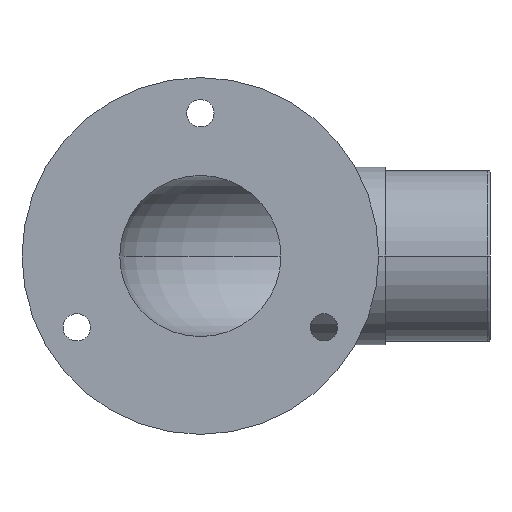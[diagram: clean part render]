
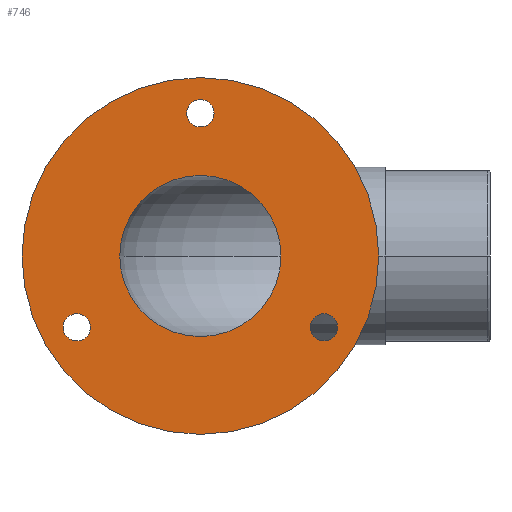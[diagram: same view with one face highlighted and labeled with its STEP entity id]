
A CAD part, front view. The second image highlights one B-rep face of the part: STEP entity #746.
In plain terms, the highlighted planar face has unit normal (0, -1, 0).
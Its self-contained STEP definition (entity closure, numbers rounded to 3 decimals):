
#4 = CIRCLE ( 'NONE', #850, 19.2 ) ;
#17 = ORIENTED_EDGE ( 'NONE', *, *, #385, .T. ) ;
#20 = DIRECTION ( 'NONE',  ( 0., 0., -1. ) ) ;
#29 = CARTESIAN_POINT ( 'NONE',  ( 0., 0., 34. ) ) ;
#44 = CARTESIAN_POINT ( 'NONE',  ( 29.445, 0., -17. ) ) ;
#71 = FACE_BOUND ( 'NONE', #1142, .T. ) ;
#73 = VERTEX_POINT ( 'NONE', #397 ) ;
#102 = DIRECTION ( 'NONE',  ( 0., -1., 0. ) ) ;
#147 = CIRCLE ( 'NONE', #467, 3.25 ) ;
#161 = CIRCLE ( 'NONE', #338, 3.25 ) ;
#163 = CIRCLE ( 'NONE', #559, 42.5 ) ;
#182 = EDGE_CURVE ( 'NONE', #1039, #73, #161, .T. ) ;
#183 = PLANE ( 'NONE',  #1170 ) ;
#185 = EDGE_LOOP ( 'NONE', ( #678, #17 ) ) ;
#195 = CARTESIAN_POINT ( 'NONE',  ( 0., 0., 30.75 ) ) ;
#216 = DIRECTION ( 'NONE',  ( 0., -1., 0. ) ) ;
#222 = EDGE_CURVE ( 'NONE', #585, #580, #858, .T. ) ;
#234 = EDGE_CURVE ( 'NONE', #597, #620, #994, .T. ) ;
#263 = AXIS2_PLACEMENT_3D ( 'NONE', #795, #530, #606 ) ;
#310 = CIRCLE ( 'NONE', #623, 42.5 ) ;
#313 = CARTESIAN_POINT ( 'NONE',  ( 0., 0., 37.25 ) ) ;
#314 = DIRECTION ( 'NONE',  ( 0., -1., 0. ) ) ;
#337 = DIRECTION ( 'NONE',  ( 0., -1., 0. ) ) ;
#338 = AXIS2_PLACEMENT_3D ( 'NONE', #44, #337, #1078 ) ;
#367 = CARTESIAN_POINT ( 'NONE',  ( 0., 0., 0. ) ) ;
#385 = EDGE_CURVE ( 'NONE', #767, #1100, #163, .T. ) ;
#397 = CARTESIAN_POINT ( 'NONE',  ( 26.63, 0., -15.375 ) ) ;
#413 = AXIS2_PLACEMENT_3D ( 'NONE', #701, #314, #688 ) ;
#415 = CARTESIAN_POINT ( 'NONE',  ( 29.445, 0., -17. ) ) ;
#419 = ORIENTED_EDGE ( 'NONE', *, *, #883, .F. ) ;
#421 = DIRECTION ( 'NONE',  ( 0., 0., -1. ) ) ;
#467 = AXIS2_PLACEMENT_3D ( 'NONE', #1176, #787, #1091 ) ;
#501 = AXIS2_PLACEMENT_3D ( 'NONE', #988, #892, #804 ) ;
#504 = ORIENTED_EDGE ( 'NONE', *, *, #523, .F. ) ;
#511 = CARTESIAN_POINT ( 'NONE',  ( 0., 0., 0. ) ) ;
#521 = CARTESIAN_POINT ( 'NONE',  ( 0., 0., -42.5 ) ) ;
#522 = CARTESIAN_POINT ( 'NONE',  ( -26.63, 0., -15.375 ) ) ;
#523 = EDGE_CURVE ( 'NONE', #580, #585, #4, .T. ) ;
#528 = DIRECTION ( 'NONE',  ( 0., -1., 0. ) ) ;
#530 = DIRECTION ( 'NONE',  ( 0., -1., 0. ) ) ;
#559 = AXIS2_PLACEMENT_3D ( 'NONE', #367, #742, #1123 ) ;
#561 = CARTESIAN_POINT ( 'NONE',  ( -19.2, 0., 0. ) ) ;
#579 = EDGE_CURVE ( 'NONE', #1100, #767, #310, .T. ) ;
#580 = VERTEX_POINT ( 'NONE', #1179 ) ;
#581 = DIRECTION ( 'NONE',  ( 0., 0., -1. ) ) ;
#585 = VERTEX_POINT ( 'NONE', #803 ) ;
#597 = VERTEX_POINT ( 'NONE', #810 ) ;
#606 = DIRECTION ( 'NONE',  ( 0., 0., -1. ) ) ;
#611 = EDGE_CURVE ( 'NONE', #620, #597, #147, .T. ) ;
#620 = VERTEX_POINT ( 'NONE', #522 ) ;
#621 = EDGE_CURVE ( 'NONE', #869, #1074, #1064, .T. ) ;
#623 = AXIS2_PLACEMENT_3D ( 'NONE', #511, #528, #421 ) ;
#639 = EDGE_CURVE ( 'NONE', #73, #1039, #1003, .T. ) ;
#678 = ORIENTED_EDGE ( 'NONE', *, *, #579, .T. ) ;
#688 = DIRECTION ( 'NONE',  ( 0., 0., -1. ) ) ;
#701 = CARTESIAN_POINT ( 'NONE',  ( 0., 0., 34. ) ) ;
#709 = EDGE_LOOP ( 'NONE', ( #1072, #504 ) ) ;
#710 = CARTESIAN_POINT ( 'NONE',  ( 32.259, 0., -18.625 ) ) ;
#742 = DIRECTION ( 'NONE',  ( 0., -1., 0. ) ) ;
#746 = ADVANCED_FACE ( 'NONE', ( #71, #815, #838, #1016, #1032 ), #183, .F. ) ;
#767 = VERTEX_POINT ( 'NONE', #941 ) ;
#787 = DIRECTION ( 'NONE',  ( 0., -1., 0. ) ) ;
#795 = CARTESIAN_POINT ( 'NONE',  ( 0., 0., 0. ) ) ;
#803 = CARTESIAN_POINT ( 'NONE',  ( 0., 0., -19.2 ) ) ;
#804 = DIRECTION ( 'NONE',  ( 0.866, 0., 0.5 ) ) ;
#805 = EDGE_LOOP ( 'NONE', ( #1146, #1155 ) ) ;
#810 = CARTESIAN_POINT ( 'NONE',  ( -32.259, 0., -18.625 ) ) ;
#815 = FACE_BOUND ( 'NONE', #805, .T. ) ;
#819 = DIRECTION ( 'NONE',  ( 0., 1., 0. ) ) ;
#838 = FACE_BOUND ( 'NONE', #986, .T. ) ;
#850 = AXIS2_PLACEMENT_3D ( 'NONE', #969, #102, #20 ) ;
#851 = ORIENTED_EDGE ( 'NONE', *, *, #611, .F. ) ;
#858 = CIRCLE ( 'NONE', #263, 19.2 ) ;
#869 = VERTEX_POINT ( 'NONE', #195 ) ;
#875 = CIRCLE ( 'NONE', #1033, 3.25 ) ;
#876 = ORIENTED_EDGE ( 'NONE', *, *, #234, .F. ) ;
#883 = EDGE_CURVE ( 'NONE', #1074, #869, #875, .T. ) ;
#892 = DIRECTION ( 'NONE',  ( 0., -1., 0. ) ) ;
#898 = DIRECTION ( 'NONE',  ( 0., -1., 0. ) ) ;
#941 = CARTESIAN_POINT ( 'NONE',  ( 0., 0., 42.5 ) ) ;
#951 = ORIENTED_EDGE ( 'NONE', *, *, #621, .F. ) ;
#969 = CARTESIAN_POINT ( 'NONE',  ( 0., 0., 0. ) ) ;
#986 = EDGE_LOOP ( 'NONE', ( #951, #419 ) ) ;
#988 = CARTESIAN_POINT ( 'NONE',  ( -29.445, 0., -17. ) ) ;
#994 = CIRCLE ( 'NONE', #501, 3.25 ) ;
#1003 = CIRCLE ( 'NONE', #1162, 3.25 ) ;
#1016 = FACE_BOUND ( 'NONE', #709, .T. ) ;
#1032 = FACE_OUTER_BOUND ( 'NONE', #185, .T. ) ;
#1033 = AXIS2_PLACEMENT_3D ( 'NONE', #29, #216, #581 ) ;
#1039 = VERTEX_POINT ( 'NONE', #710 ) ;
#1064 = CIRCLE ( 'NONE', #413, 3.25 ) ;
#1071 = DIRECTION ( 'NONE',  ( -0.866, 0., 0.5 ) ) ;
#1072 = ORIENTED_EDGE ( 'NONE', *, *, #222, .F. ) ;
#1074 = VERTEX_POINT ( 'NONE', #313 ) ;
#1078 = DIRECTION ( 'NONE',  ( -0.866, 0., 0.5 ) ) ;
#1091 = DIRECTION ( 'NONE',  ( 0.866, 0., 0.5 ) ) ;
#1100 = VERTEX_POINT ( 'NONE', #521 ) ;
#1123 = DIRECTION ( 'NONE',  ( 0., 0., -1. ) ) ;
#1142 = EDGE_LOOP ( 'NONE', ( #851, #876 ) ) ;
#1146 = ORIENTED_EDGE ( 'NONE', *, *, #639, .F. ) ;
#1155 = ORIENTED_EDGE ( 'NONE', *, *, #182, .F. ) ;
#1162 = AXIS2_PLACEMENT_3D ( 'NONE', #415, #898, #1071 ) ;
#1170 = AXIS2_PLACEMENT_3D ( 'NONE', #561, #819, #1207 ) ;
#1176 = CARTESIAN_POINT ( 'NONE',  ( -29.445, 0., -17. ) ) ;
#1179 = CARTESIAN_POINT ( 'NONE',  ( 0., 0., 19.2 ) ) ;
#1207 = DIRECTION ( 'NONE',  ( 0., 0., 1. ) ) ;
